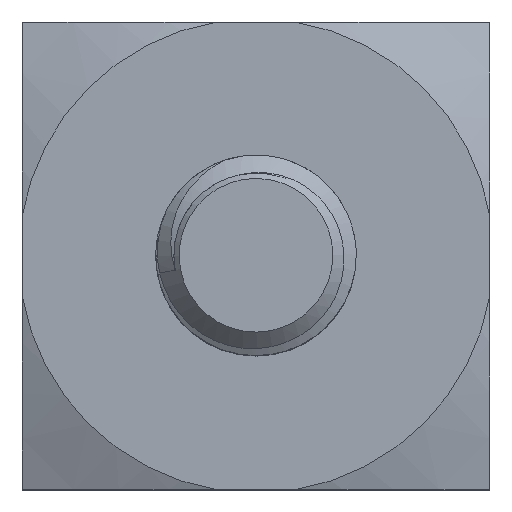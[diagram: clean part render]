
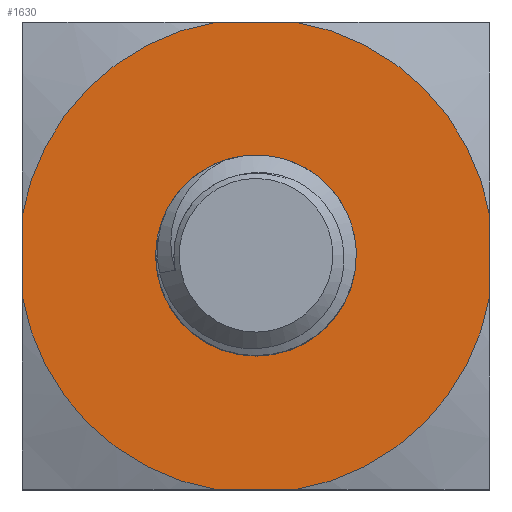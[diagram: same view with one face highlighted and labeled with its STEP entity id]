
A CAD part, top view. The second image highlights one B-rep face of the part: STEP entity #1630.
In plain terms, the highlighted planar face has unit normal (0, 0, 1).
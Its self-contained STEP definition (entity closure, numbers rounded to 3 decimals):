
#210=LINE('',#3264,#402);
#211=LINE('',#3265,#403);
#212=LINE('',#3266,#404);
#213=LINE('',#3267,#405);
#402=VECTOR('',#2148,1000.);
#403=VECTOR('',#2149,1000.);
#404=VECTOR('',#2150,1000.);
#405=VECTOR('',#2151,1000.);
#824=ORIENTED_EDGE('',*,*,#1077,.T.);
#825=ORIENTED_EDGE('',*,*,#889,.T.);
#826=ORIENTED_EDGE('',*,*,#1078,.T.);
#827=ORIENTED_EDGE('',*,*,#891,.T.);
#828=ORIENTED_EDGE('',*,*,#1079,.T.);
#829=ORIENTED_EDGE('',*,*,#883,.T.);
#830=ORIENTED_EDGE('',*,*,#1080,.T.);
#831=ORIENTED_EDGE('',*,*,#886,.T.);
#832=ORIENTED_EDGE('',*,*,#878,.F.);
#878=EDGE_CURVE('',#1096,#1096,#1226,.T.);
#883=EDGE_CURVE('',#1097,#1099,#1227,.T.);
#886=EDGE_CURVE('',#1100,#1102,#1228,.T.);
#889=EDGE_CURVE('',#1103,#1105,#1229,.T.);
#891=EDGE_CURVE('',#1108,#1107,#1230,.T.);
#1077=EDGE_CURVE('',#1102,#1103,#210,.T.);
#1078=EDGE_CURVE('',#1105,#1108,#211,.T.);
#1079=EDGE_CURVE('',#1107,#1097,#212,.T.);
#1080=EDGE_CURVE('',#1099,#1100,#213,.T.);
#1096=VERTEX_POINT('',#2214);
#1097=VERTEX_POINT('',#2803);
#1099=VERTEX_POINT('',#2814);
#1100=VERTEX_POINT('',#2826);
#1102=VERTEX_POINT('',#2837);
#1103=VERTEX_POINT('',#2849);
#1105=VERTEX_POINT('',#2860);
#1107=VERTEX_POINT('',#2873);
#1108=VERTEX_POINT('',#2875);
#1226=CIRCLE('',#1662,1.5);
#1227=CIRCLE('',#1664,3.55);
#1228=CIRCLE('',#1666,3.55);
#1229=CIRCLE('',#1668,3.55);
#1230=CIRCLE('',#1670,3.55);
#1332=EDGE_LOOP('',(#824,#825,#826,#827,#828,#829,#830,#831));
#1333=EDGE_LOOP('',(#832));
#1442=FACE_BOUND('',#1332,.T.);
#1443=FACE_BOUND('',#1333,.T.);
#1535=PLANE('',#1753);
#1630=ADVANCED_FACE('',(#1442,#1443),#1535,.T.);
#1662=AXIS2_PLACEMENT_3D('',#2213,#1780,#1781);
#1664=AXIS2_PLACEMENT_3D('',#2815,#1784,#1785);
#1666=AXIS2_PLACEMENT_3D('',#2838,#1788,#1789);
#1668=AXIS2_PLACEMENT_3D('',#2861,#1792,#1793);
#1670=AXIS2_PLACEMENT_3D('',#2874,#1796,#1797);
#1753=AXIS2_PLACEMENT_3D('',#3263,#2146,#2147);
#1780=DIRECTION('',(0.,0.,1.));
#1781=DIRECTION('',(1.,0.,0.));
#1784=DIRECTION('',(0.,0.,1.));
#1785=DIRECTION('',(1.,0.,0.));
#1788=DIRECTION('',(0.,0.,1.));
#1789=DIRECTION('',(1.,0.,0.));
#1792=DIRECTION('',(0.,0.,1.));
#1793=DIRECTION('',(1.,0.,0.));
#1796=DIRECTION('',(0.,0.,1.));
#1797=DIRECTION('',(1.,0.,0.));
#2146=DIRECTION('',(0.,0.,1.));
#2147=DIRECTION('',(1.,0.,0.));
#2148=DIRECTION('',(0.,1.,0.));
#2149=DIRECTION('',(-1.,0.,0.));
#2150=DIRECTION('',(0.,-1.,0.));
#2151=DIRECTION('',(1.,0.,0.));
#2213=CARTESIAN_POINT('',(0.,0.,1.25));
#2214=CARTESIAN_POINT('',(1.5,0.,1.25));
#2803=CARTESIAN_POINT('',(-3.5,-0.592,1.25));
#2814=CARTESIAN_POINT('',(-0.592,-3.5,1.25));
#2815=CARTESIAN_POINT('',(0.,0.,1.25));
#2826=CARTESIAN_POINT('',(0.592,-3.5,1.25));
#2837=CARTESIAN_POINT('',(3.5,-0.592,1.25));
#2838=CARTESIAN_POINT('',(0.,0.,1.25));
#2849=CARTESIAN_POINT('',(3.5,0.592,1.25));
#2860=CARTESIAN_POINT('',(0.592,3.5,1.25));
#2861=CARTESIAN_POINT('',(0.,0.,1.25));
#2873=CARTESIAN_POINT('',(-3.5,0.592,1.25));
#2874=CARTESIAN_POINT('',(0.,0.,1.25));
#2875=CARTESIAN_POINT('',(-0.592,3.5,1.25));
#3263=CARTESIAN_POINT('',(0.,0.,1.25));
#3264=CARTESIAN_POINT('',(3.5,-3.5,1.25));
#3265=CARTESIAN_POINT('',(3.5,3.5,1.25));
#3266=CARTESIAN_POINT('',(-3.5,3.5,1.25));
#3267=CARTESIAN_POINT('',(-3.5,-3.5,1.25));
